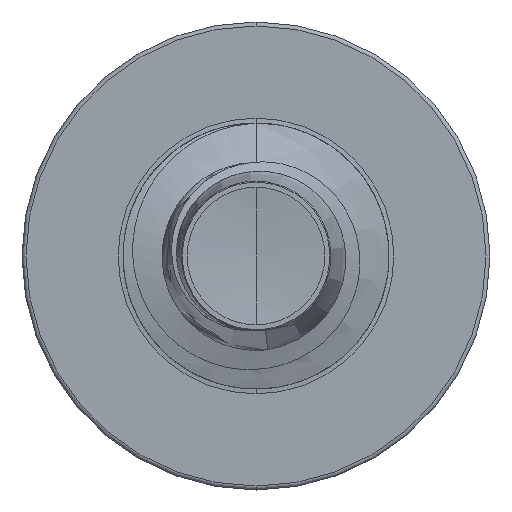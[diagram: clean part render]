
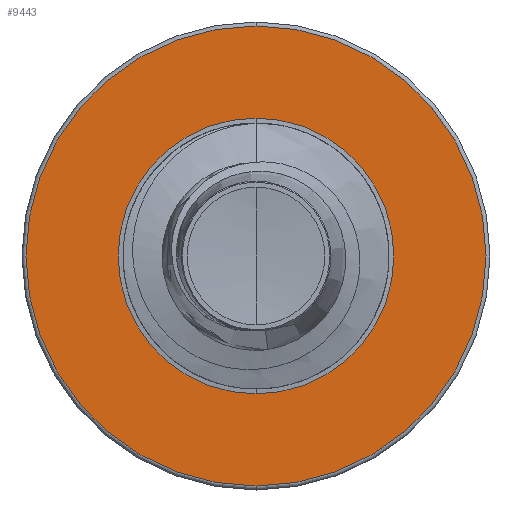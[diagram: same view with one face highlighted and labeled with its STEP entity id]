
A CAD part, front view. The second image highlights one B-rep face of the part: STEP entity #9443.
In plain terms, the highlighted planar face has unit normal (0, -1, 0).
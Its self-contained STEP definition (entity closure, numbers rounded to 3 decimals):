
#478 = CARTESIAN_POINT ( 'NONE',  ( 0., 15., -1.296 ) ) ;
#806 = CIRCLE ( 'NONE', #6002, 1.296 ) ;
#1936 = DIRECTION ( 'NONE',  ( 0., 0., 1. ) ) ;
#1978 = DIRECTION ( 'NONE',  ( 0., 1., 0. ) ) ;
#2015 = CARTESIAN_POINT ( 'NONE',  ( 0., 15., 0. ) ) ;
#2099 = CARTESIAN_POINT ( 'NONE',  ( 0., 15., -2.162 ) ) ;
#3098 = DIRECTION ( 'NONE',  ( 0., 0., 1. ) ) ;
#3127 = DIRECTION ( 'NONE',  ( 0., 1., 0. ) ) ;
#3140 = CARTESIAN_POINT ( 'NONE',  ( 0., 15., 0. ) ) ;
#3350 = DIRECTION ( 'NONE',  ( 0., 0., 1. ) ) ;
#3836 = DIRECTION ( 'NONE',  ( 0., 1., 0. ) ) ;
#4048 = CARTESIAN_POINT ( 'NONE',  ( 0., 15., 0. ) ) ;
#5834 = AXIS2_PLACEMENT_3D ( 'NONE', #2015, #1978, #1936 ) ;
#6002 = AXIS2_PLACEMENT_3D ( 'NONE', #3140, #3127, #3098 ) ;
#7451 = CIRCLE ( 'NONE', #5834, 2.163 ) ;
#7712 = ORIENTED_EDGE ( 'NONE', *, *, #23472, .T. ) ;
#8496 = AXIS2_PLACEMENT_3D ( 'NONE', #14124, #14083, #14059 ) ;
#8713 = CARTESIAN_POINT ( 'NONE',  ( 0., 15., -1.296 ) ) ;
#9409 = VERTEX_POINT ( 'NONE', #12809 ) ;
#9443 = ADVANCED_FACE ( 'NONE', ( #16814, #18412 ), #11559, .F. ) ;
#9617 = AXIS2_PLACEMENT_3D ( 'NONE', #4048, #3836, #3350 ) ;
#11559 = PLANE ( 'NONE',  #19925 ) ;
#12210 = VERTEX_POINT ( 'NONE', #8713 ) ;
#12809 = CARTESIAN_POINT ( 'NONE',  ( 0., 15., 2.163 ) ) ;
#13703 = CARTESIAN_POINT ( 'NONE',  ( 0., 15., 1.296 ) ) ;
#13840 = DIRECTION ( 'NONE',  ( 0., 0., 1. ) ) ;
#14059 = DIRECTION ( 'NONE',  ( 0., 0., 1. ) ) ;
#14083 = DIRECTION ( 'NONE',  ( 0., 1., 0. ) ) ;
#14124 = CARTESIAN_POINT ( 'NONE',  ( 0., 15., 0. ) ) ;
#14787 = DIRECTION ( 'NONE',  ( 0., 1., 0. ) ) ;
#15832 = ORIENTED_EDGE ( 'NONE', *, *, #23578, .F. ) ;
#15961 = VERTEX_POINT ( 'NONE', #2099 ) ;
#16814 = FACE_OUTER_BOUND ( 'NONE', #23159, .T. ) ;
#17007 = ORIENTED_EDGE ( 'NONE', *, *, #22483, .F. ) ;
#18265 = EDGE_LOOP ( 'NONE', ( #7712, #25623 ) ) ;
#18412 = FACE_BOUND ( 'NONE', #18265, .T. ) ;
#19925 = AXIS2_PLACEMENT_3D ( 'NONE', #478, #14787, #13840 ) ;
#21391 = CIRCLE ( 'NONE', #9617, 1.296 ) ;
#21606 = CIRCLE ( 'NONE', #8496, 2.163 ) ;
#21969 = EDGE_CURVE ( 'NONE', #12210, #25636, #21391, .T. ) ;
#22483 = EDGE_CURVE ( 'NONE', #15961, #9409, #21606, .T. ) ;
#23159 = EDGE_LOOP ( 'NONE', ( #15832, #17007 ) ) ;
#23472 = EDGE_CURVE ( 'NONE', #25636, #12210, #806, .T. ) ;
#23578 = EDGE_CURVE ( 'NONE', #9409, #15961, #7451, .T. ) ;
#25623 = ORIENTED_EDGE ( 'NONE', *, *, #21969, .T. ) ;
#25636 = VERTEX_POINT ( 'NONE', #13703 ) ;
